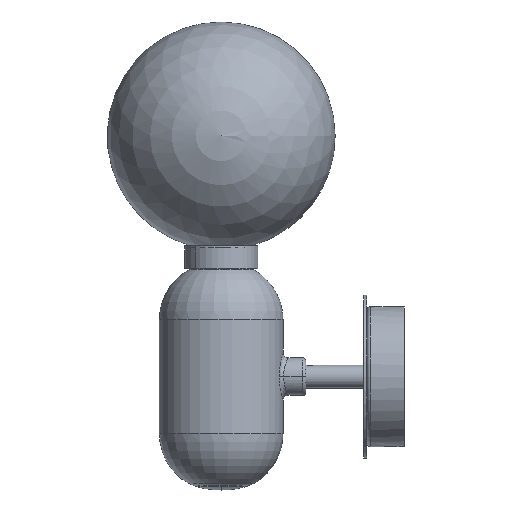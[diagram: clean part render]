
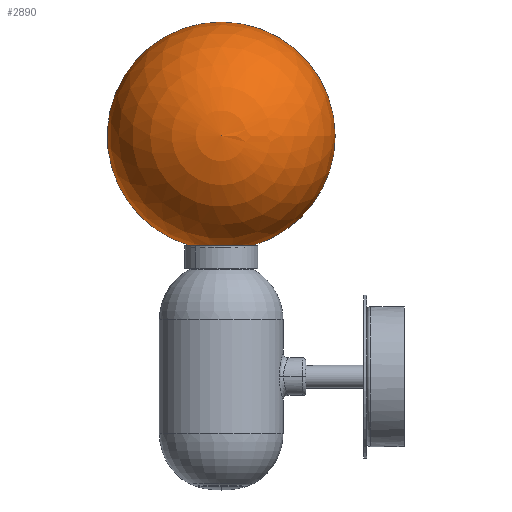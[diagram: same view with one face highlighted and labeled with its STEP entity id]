
A CAD part, top view. The second image highlights one B-rep face of the part: STEP entity #2890.
In plain terms, the highlighted spherical face has radius 70 mm.
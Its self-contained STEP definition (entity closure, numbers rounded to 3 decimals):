
#228 = VERTEX_POINT ( 'NONE', #7807 ) ;
#386 = VERTEX_POINT ( 'NONE', #9966 ) ;
#548 = EDGE_CURVE ( 'NONE', #228, #2536, #6659, .T. ) ;
#718 = CIRCLE ( 'NONE', #6674, 70. ) ;
#974 = AXIS2_PLACEMENT_3D ( 'NONE', #9288, #8652, #1537 ) ;
#1537 = DIRECTION ( 'NONE',  ( 0., 0., -1. ) ) ;
#1643 = CARTESIAN_POINT ( 'NONE',  ( 0., 70., 0. ) ) ;
#1878 = CARTESIAN_POINT ( 'NONE',  ( 0., 0., 0. ) ) ;
#2121 = SPHERICAL_SURFACE ( 'NONE', #3456, 70. ) ;
#2129 = ORIENTED_EDGE ( 'NONE', *, *, #5800, .F. ) ;
#2174 = DIRECTION ( 'NONE',  ( 1., 0., 0. ) ) ;
#2226 = AXIS2_PLACEMENT_3D ( 'NONE', #4724, #7938, #7097 ) ;
#2536 = VERTEX_POINT ( 'NONE', #3684 ) ;
#2838 = ORIENTED_EDGE ( 'NONE', *, *, #3116, .F. ) ;
#2890 = ADVANCED_FACE ( 'NONE', ( #5654 ), #2121, .T. ) ;
#2906 = CIRCLE ( 'NONE', #2226, 70. ) ;
#3086 = EDGE_CURVE ( 'NONE', #9220, #2536, #718, .T. ) ;
#3116 = EDGE_CURVE ( 'NONE', #386, #228, #5781, .T. ) ;
#3273 = DIRECTION ( 'NONE',  ( 0., 0., 1. ) ) ;
#3456 = AXIS2_PLACEMENT_3D ( 'NONE', #7586, #3273, #3792 ) ;
#3684 = CARTESIAN_POINT ( 'NONE',  ( -19.5, -67.229, 0. ) ) ;
#3792 = DIRECTION ( 'NONE',  ( 1., 0., 0. ) ) ;
#3987 = ORIENTED_EDGE ( 'NONE', *, *, #3086, .T. ) ;
#4278 = EDGE_LOOP ( 'NONE', ( #2129, #3987, #6939, #2838 ) ) ;
#4724 = CARTESIAN_POINT ( 'NONE',  ( 0., 0., 0. ) ) ;
#4745 = DIRECTION ( 'NONE',  ( 0., 0., -1. ) ) ;
#5654 = FACE_OUTER_BOUND ( 'NONE', #4278, .T. ) ;
#5781 = CIRCLE ( 'NONE', #8744, 19.5 ) ;
#5800 = EDGE_CURVE ( 'NONE', #9220, #386, #2906, .T. ) ;
#6175 = DIRECTION ( 'NONE',  ( 0., 0., 1. ) ) ;
#6237 = DIRECTION ( 'NONE',  ( 0., -1., 0. ) ) ;
#6659 = CIRCLE ( 'NONE', #974, 19.5 ) ;
#6674 = AXIS2_PLACEMENT_3D ( 'NONE', #1878, #6175, #2174 ) ;
#6939 = ORIENTED_EDGE ( 'NONE', *, *, #548, .F. ) ;
#7097 = DIRECTION ( 'NONE',  ( -1., 0., 0. ) ) ;
#7586 = CARTESIAN_POINT ( 'NONE',  ( 0., 0., 0. ) ) ;
#7807 = CARTESIAN_POINT ( 'NONE',  ( 0., -67.229, 19.5 ) ) ;
#7938 = DIRECTION ( 'NONE',  ( 0., 0., -1. ) ) ;
#8652 = DIRECTION ( 'NONE',  ( 0., -1., 0. ) ) ;
#8744 = AXIS2_PLACEMENT_3D ( 'NONE', #10394, #6237, #4745 ) ;
#9220 = VERTEX_POINT ( 'NONE', #1643 ) ;
#9288 = CARTESIAN_POINT ( 'NONE',  ( 0., -67.229, 0. ) ) ;
#9966 = CARTESIAN_POINT ( 'NONE',  ( 19.5, -67.229, 0. ) ) ;
#10394 = CARTESIAN_POINT ( 'NONE',  ( 0., -67.229, 0. ) ) ;
